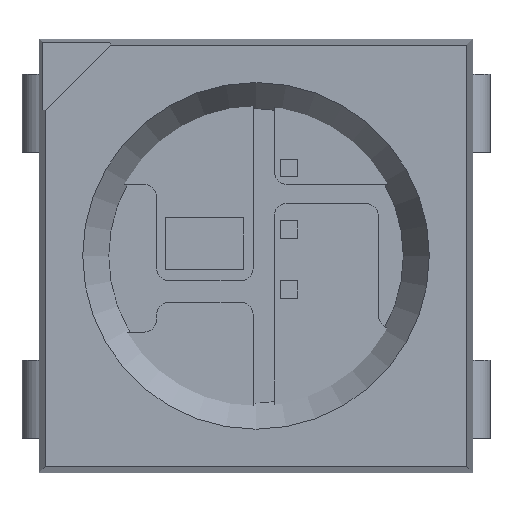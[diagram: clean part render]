
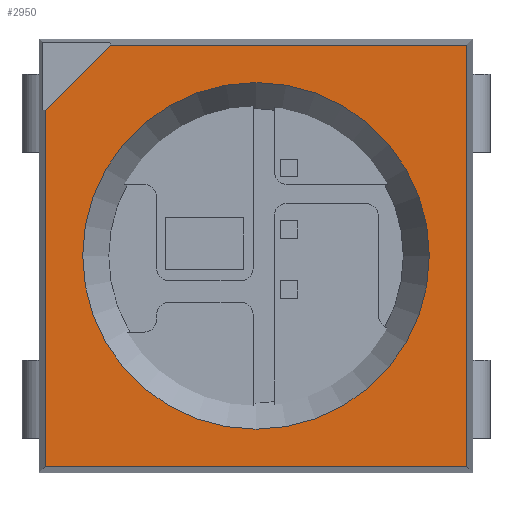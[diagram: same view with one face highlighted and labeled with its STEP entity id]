
A CAD part, top view. The second image highlights one B-rep face of the part: STEP entity #2950.
In plain terms, the highlighted planar face has unit normal (0, 0, 1).
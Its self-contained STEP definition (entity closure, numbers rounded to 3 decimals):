
#29=FACE_BOUND('',#480,.T.);
#66=PLANE('',#3150);
#299=FACE_OUTER_BOUND('',#479,.T.);
#479=EDGE_LOOP('',(#2328,#2329,#2330,#2331,#2332));
#480=EDGE_LOOP('',(#2333));
#754=LINE('',#4452,#1115);
#758=LINE('',#4460,#1119);
#760=LINE('',#4465,#1121);
#764=LINE('',#4471,#1125);
#765=LINE('',#4473,#1126);
#1115=VECTOR('',#3560,1000.);
#1119=VECTOR('',#3566,1000.);
#1121=VECTOR('',#3570,1000.);
#1125=VECTOR('',#3576,1000.);
#1126=VECTOR('',#3579,1000.);
#1337=CIRCLE('',#3108,2.);
#1394=VERTEX_POINT('',#4163);
#1502=VERTEX_POINT('',#4449);
#1503=VERTEX_POINT('',#4451);
#1506=VERTEX_POINT('',#4458);
#1507=VERTEX_POINT('',#4463);
#1508=VERTEX_POINT('',#4464);
#1658=EDGE_CURVE('',#1394,#1394,#1337,.T.);
#1801=EDGE_CURVE('',#1503,#1502,#754,.T.);
#1805=EDGE_CURVE('',#1502,#1506,#758,.T.);
#1807=EDGE_CURVE('',#1507,#1508,#760,.T.);
#1811=EDGE_CURVE('',#1508,#1503,#764,.T.);
#1812=EDGE_CURVE('',#1507,#1506,#765,.T.);
#2328=ORIENTED_EDGE('',*,*,#1812,.F.);
#2329=ORIENTED_EDGE('',*,*,#1807,.T.);
#2330=ORIENTED_EDGE('',*,*,#1811,.T.);
#2331=ORIENTED_EDGE('',*,*,#1801,.T.);
#2332=ORIENTED_EDGE('',*,*,#1805,.T.);
#2333=ORIENTED_EDGE('',*,*,#1658,.T.);
#2950=ADVANCED_FACE('',(#299,#29),#66,.T.);
#3108=AXIS2_PLACEMENT_3D('',#4165,#3343,#3344);
#3150=AXIS2_PLACEMENT_3D('',#4472,#3577,#3578);
#3343=DIRECTION('center_axis',(0.,0.,-1.));
#3344=DIRECTION('ref_axis',(1.,0.,0.));
#3560=DIRECTION('',(0.,1.,0.));
#3566=DIRECTION('',(-1.,0.,0.));
#3570=DIRECTION('',(0.,-1.,0.));
#3576=DIRECTION('',(1.,0.,0.));
#3577=DIRECTION('center_axis',(0.,0.,1.));
#3578=DIRECTION('ref_axis',(1.,0.,0.));
#3579=DIRECTION('',(0.707,0.707,0.));
#4163=CARTESIAN_POINT('',(-2.,0.,0.8));
#4165=CARTESIAN_POINT('Origin',(0.,0.,0.8));
#4449=CARTESIAN_POINT('',(2.43,2.43,0.8));
#4451=CARTESIAN_POINT('',(2.43,-2.43,0.8));
#4452=CARTESIAN_POINT('',(2.43,-2.5,0.8));
#4458=CARTESIAN_POINT('',(-1.68,2.43,0.8));
#4460=CARTESIAN_POINT('',(2.5,2.43,0.8));
#4463=CARTESIAN_POINT('',(-2.43,1.68,0.8));
#4464=CARTESIAN_POINT('',(-2.43,-2.43,0.8));
#4465=CARTESIAN_POINT('',(-2.43,-2.5,0.8));
#4471=CARTESIAN_POINT('',(2.5,-2.43,0.8));
#4472=CARTESIAN_POINT('Origin',(0.,0.,0.8));
#4473=CARTESIAN_POINT('',(-1.68,2.43,0.8));
